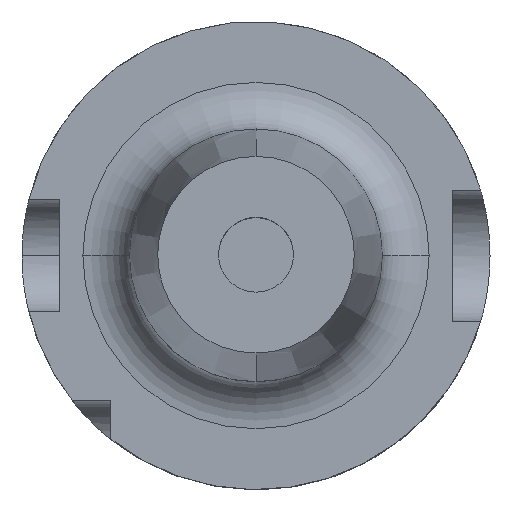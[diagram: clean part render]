
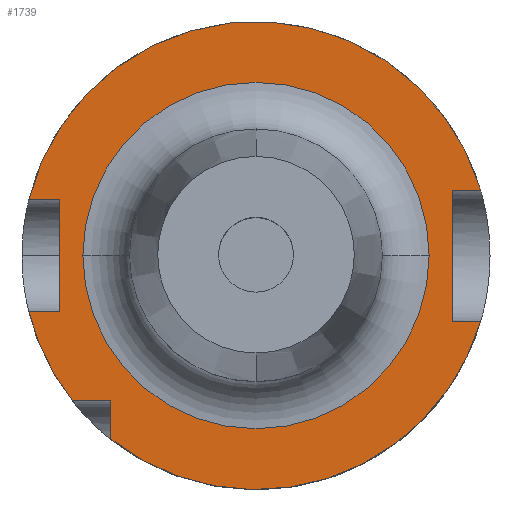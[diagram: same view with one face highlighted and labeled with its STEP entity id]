
A CAD part, top view. The second image highlights one B-rep face of the part: STEP entity #1739.
In plain terms, the highlighted planar face has unit normal (0, 0, 1).
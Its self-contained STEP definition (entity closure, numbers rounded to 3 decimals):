
#22 = DIRECTION ( 'NONE',  ( 1., 0., 0. ) ) ;
#63 = CARTESIAN_POINT ( 'NONE',  ( 21., -7., 26. ) ) ;
#80 = ORIENTED_EDGE ( 'NONE', *, *, #2034, .T. ) ;
#104 = VERTEX_POINT ( 'NONE', #63 ) ;
#136 = CARTESIAN_POINT ( 'NONE',  ( -19.615, -15.5, 26. ) ) ;
#147 = ORIENTED_EDGE ( 'NONE', *, *, #2163, .F. ) ;
#150 = LINE ( 'NONE', #932, #816 ) ;
#224 = EDGE_CURVE ( 'NONE', #3156, #2423, #1129, .T. ) ;
#267 = VECTOR ( 'NONE', #831, 1000. ) ;
#362 = DIRECTION ( 'NONE',  ( 0., 0., -1. ) ) ;
#370 = LINE ( 'NONE', #739, #497 ) ;
#373 = CARTESIAN_POINT ( 'NONE',  ( 0., -15.5, 26. ) ) ;
#387 = PLANE ( 'NONE',  #1664 ) ;
#427 = AXIS2_PLACEMENT_3D ( 'NONE', #2175, #1228, #2949 ) ;
#461 = VECTOR ( 'NONE', #1864, 1000. ) ;
#486 = DIRECTION ( 'NONE',  ( 0., 0., -1. ) ) ;
#493 = VERTEX_POINT ( 'NONE', #2917 ) ;
#497 = VECTOR ( 'NONE', #2696, 1000. ) ;
#503 = AXIS2_PLACEMENT_3D ( 'NONE', #1688, #486, #2389 ) ;
#527 = DIRECTION ( 'NONE',  ( 0., 0., 1. ) ) ;
#577 = VERTEX_POINT ( 'NONE', #2262 ) ;
#607 = VERTEX_POINT ( 'NONE', #3047 ) ;
#609 = EDGE_CURVE ( 'NONE', #2716, #2545, #2563, .T. ) ;
#646 = DIRECTION ( 'NONE',  ( 1., 0., 0. ) ) ;
#655 = ORIENTED_EDGE ( 'NONE', *, *, #800, .T. ) ;
#679 = EDGE_CURVE ( 'NONE', #2423, #577, #3100, .T. ) ;
#705 = VECTOR ( 'NONE', #1931, 1000. ) ;
#706 = CARTESIAN_POINT ( 'NONE',  ( 24., 7., 26. ) ) ;
#728 = LINE ( 'NONE', #373, #2160 ) ;
#739 = CARTESIAN_POINT ( 'NONE',  ( 31., 7., 26. ) ) ;
#771 = CARTESIAN_POINT ( 'NONE',  ( -31., -6., 26. ) ) ;
#779 = DIRECTION ( 'NONE',  ( 1., 0., 0. ) ) ;
#800 = EDGE_CURVE ( 'NONE', #2946, #2669, #2872, .T. ) ;
#816 = VECTOR ( 'NONE', #646, 1000. ) ;
#825 = AXIS2_PLACEMENT_3D ( 'NONE', #1515, #2450, #3109 ) ;
#831 = DIRECTION ( 'NONE',  ( 1., 0., 0. ) ) ;
#842 = ORIENTED_EDGE ( 'NONE', *, *, #2109, .T. ) ;
#860 = CARTESIAN_POINT ( 'NONE',  ( -24.269, 6., 26. ) ) ;
#897 = ORIENTED_EDGE ( 'NONE', *, *, #3063, .T. ) ;
#932 = CARTESIAN_POINT ( 'NONE',  ( -31., 6., 26. ) ) ;
#947 = LINE ( 'NONE', #771, #267 ) ;
#984 = EDGE_CURVE ( 'NONE', #1800, #104, #2037, .T. ) ;
#1052 = CARTESIAN_POINT ( 'NONE',  ( -21., -6., 26. ) ) ;
#1129 = LINE ( 'NONE', #3010, #1571 ) ;
#1172 = CARTESIAN_POINT ( 'NONE',  ( -18.5, 0., 26. ) ) ;
#1228 = DIRECTION ( 'NONE',  ( 0., 0., 1. ) ) ;
#1239 = EDGE_CURVE ( 'NONE', #577, #104, #2524, .T. ) ;
#1292 = FACE_BOUND ( 'NONE', #2038, .T. ) ;
#1293 = ORIENTED_EDGE ( 'NONE', *, *, #984, .F. ) ;
#1326 = EDGE_LOOP ( 'NONE', ( #897, #1777, #1742, #2873, #1811, #1293, #2099, #655, #842, #2855, #147 ) ) ;
#1359 = CARTESIAN_POINT ( 'NONE',  ( -21., -6., 26. ) ) ;
#1364 = DIRECTION ( 'NONE',  ( -1., 0., 0. ) ) ;
#1368 = AXIS2_PLACEMENT_3D ( 'NONE', #2730, #527, #779 ) ;
#1379 = CARTESIAN_POINT ( 'NONE',  ( -15.5, -19.615, 26. ) ) ;
#1435 = CIRCLE ( 'NONE', #503, 18.5 ) ;
#1515 = CARTESIAN_POINT ( 'NONE',  ( 0., 0., 26. ) ) ;
#1571 = VECTOR ( 'NONE', #2778, 1000. ) ;
#1637 = CARTESIAN_POINT ( 'NONE',  ( -21., 6., 26. ) ) ;
#1664 = AXIS2_PLACEMENT_3D ( 'NONE', #3065, #362, #1364 ) ;
#1676 = CARTESIAN_POINT ( 'NONE',  ( 21., 7., 26. ) ) ;
#1688 = CARTESIAN_POINT ( 'NONE',  ( 0., 0., 26. ) ) ;
#1739 = ADVANCED_FACE ( 'NONE', ( #1292, #2965 ), #387, .F. ) ;
#1742 = ORIENTED_EDGE ( 'NONE', *, *, #224, .T. ) ;
#1777 = ORIENTED_EDGE ( 'NONE', *, *, #3069, .T. ) ;
#1800 = VERTEX_POINT ( 'NONE', #1676 ) ;
#1811 = ORIENTED_EDGE ( 'NONE', *, *, #1239, .T. ) ;
#1852 = DIRECTION ( 'NONE',  ( 0., -1., 0. ) ) ;
#1864 = DIRECTION ( 'NONE',  ( -1., 0., 0. ) ) ;
#1887 = VERTEX_POINT ( 'NONE', #136 ) ;
#1931 = DIRECTION ( 'NONE',  ( 0., -1., 0. ) ) ;
#1987 = CARTESIAN_POINT ( 'NONE',  ( -15.5, -15.5, 26. ) ) ;
#2021 = EDGE_CURVE ( 'NONE', #2766, #607, #2133, .T. ) ;
#2034 = EDGE_CURVE ( 'NONE', #607, #2766, #1435, .T. ) ;
#2037 = LINE ( 'NONE', #2884, #705 ) ;
#2038 = EDGE_LOOP ( 'NONE', ( #2554, #80 ) ) ;
#2099 = ORIENTED_EDGE ( 'NONE', *, *, #2456, .F. ) ;
#2109 = EDGE_CURVE ( 'NONE', #2669, #2716, #150, .T. ) ;
#2133 = CIRCLE ( 'NONE', #2400, 18.5 ) ;
#2156 = DIRECTION ( 'NONE',  ( 0., 0., -1. ) ) ;
#2160 = VECTOR ( 'NONE', #22, 1000. ) ;
#2163 = EDGE_CURVE ( 'NONE', #493, #2545, #947, .T. ) ;
#2175 = CARTESIAN_POINT ( 'NONE',  ( 0., 0., 26. ) ) ;
#2262 = CARTESIAN_POINT ( 'NONE',  ( 24., -7., 26. ) ) ;
#2389 = DIRECTION ( 'NONE',  ( -1., 0., 0. ) ) ;
#2400 = AXIS2_PLACEMENT_3D ( 'NONE', #2673, #2156, #3141 ) ;
#2423 = VERTEX_POINT ( 'NONE', #1379 ) ;
#2450 = DIRECTION ( 'NONE',  ( 0., 0., 1. ) ) ;
#2456 = EDGE_CURVE ( 'NONE', #2946, #1800, #370, .T. ) ;
#2514 = CIRCLE ( 'NONE', #825, 25. ) ;
#2524 = LINE ( 'NONE', #2836, #461 ) ;
#2545 = VERTEX_POINT ( 'NONE', #1052 ) ;
#2554 = ORIENTED_EDGE ( 'NONE', *, *, #2021, .T. ) ;
#2563 = LINE ( 'NONE', #1359, #2976 ) ;
#2669 = VERTEX_POINT ( 'NONE', #860 ) ;
#2673 = CARTESIAN_POINT ( 'NONE',  ( 0., 0., 26. ) ) ;
#2696 = DIRECTION ( 'NONE',  ( -1., 0., 0. ) ) ;
#2716 = VERTEX_POINT ( 'NONE', #1637 ) ;
#2730 = CARTESIAN_POINT ( 'NONE',  ( 0., 0., 26. ) ) ;
#2766 = VERTEX_POINT ( 'NONE', #1172 ) ;
#2778 = DIRECTION ( 'NONE',  ( 0., -1., 0. ) ) ;
#2836 = CARTESIAN_POINT ( 'NONE',  ( 31., -7., 26. ) ) ;
#2855 = ORIENTED_EDGE ( 'NONE', *, *, #609, .T. ) ;
#2872 = CIRCLE ( 'NONE', #1368, 25. ) ;
#2873 = ORIENTED_EDGE ( 'NONE', *, *, #679, .T. ) ;
#2884 = CARTESIAN_POINT ( 'NONE',  ( 21., -7., 26. ) ) ;
#2917 = CARTESIAN_POINT ( 'NONE',  ( -24.269, -6., 26. ) ) ;
#2946 = VERTEX_POINT ( 'NONE', #706 ) ;
#2949 = DIRECTION ( 'NONE',  ( 1., 0., 0. ) ) ;
#2965 = FACE_OUTER_BOUND ( 'NONE', #1326, .T. ) ;
#2976 = VECTOR ( 'NONE', #1852, 1000. ) ;
#3010 = CARTESIAN_POINT ( 'NONE',  ( -15.5, 25., 26. ) ) ;
#3047 = CARTESIAN_POINT ( 'NONE',  ( 18.5, 0., 26. ) ) ;
#3063 = EDGE_CURVE ( 'NONE', #493, #1887, #2514, .T. ) ;
#3065 = CARTESIAN_POINT ( 'NONE',  ( 0., 25., 26. ) ) ;
#3069 = EDGE_CURVE ( 'NONE', #1887, #3156, #728, .T. ) ;
#3100 = CIRCLE ( 'NONE', #427, 25. ) ;
#3109 = DIRECTION ( 'NONE',  ( 1., 0., 0. ) ) ;
#3141 = DIRECTION ( 'NONE',  ( -1., 0., 0. ) ) ;
#3156 = VERTEX_POINT ( 'NONE', #1987 ) ;
